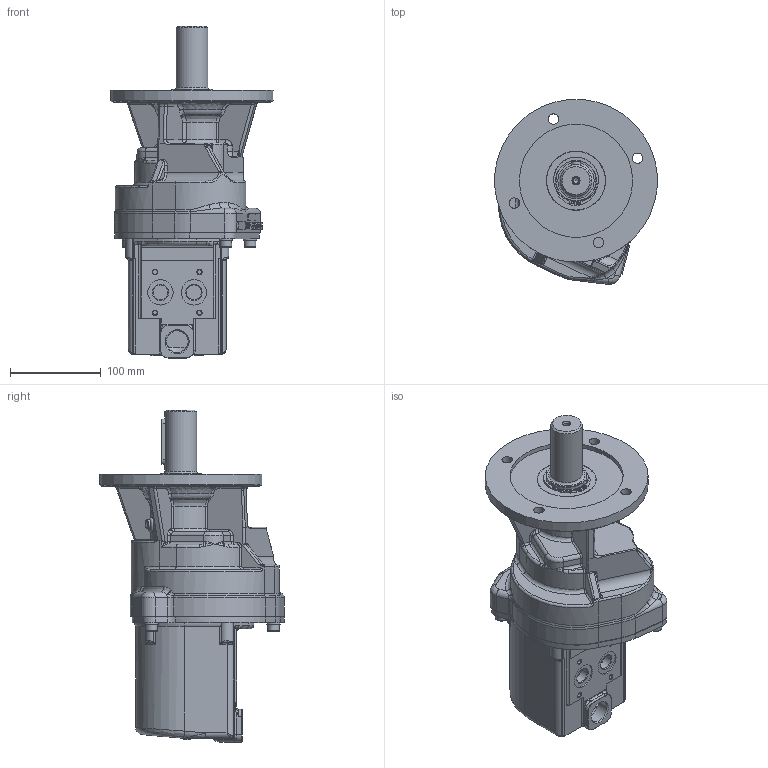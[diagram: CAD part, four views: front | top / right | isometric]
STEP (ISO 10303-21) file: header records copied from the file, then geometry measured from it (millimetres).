
FILE_DESCRIPTION((''),'2;1');
FILE_NAME('MU 200-75_46630005_I.stp','2011-07-26T16:09:50',('ibasyouni'),(''),'Autodesk Inventor 2008','Autodesk Inventor 2008','');
FILE_SCHEMA(('CONFIG_CONTROL_DESIGN'));
Length unit declared in the file: millimetre
Products named in the file (1): MU 200-75_46630005
Bounding box: 179.31 x 204.06 x 366.85 mm (x, y, z)
Volume: 3683356.8 mm3; surface area: 246473.9 mm2
Topology: 1 solids, 16 shells, 1013 faces, 2532 edges, 1545 vertices
Faces by surface type: plane 394, cylinder 326, bspline 202, torus 45, cone 39, sphere 7
Full cylindrical faces by diameter (mm): 2.5 x3, 2.8 x2, 3.9 x1, 4 x1, 4.2 x1, 4.5 x1, 4.917 x4, 5 x2, 5.2 x1, 6.647 x4, 7.4 x1, 7.9 x2, 8 x3, 9.5 x7, 10 x1, 11.5 x4, 13 x3, 16 x1, 16.376 x2, 24.117 x1, 28 x2, 35 x1, 42.5 x1, 45 x1, 65 x1, 65.5 x1, 125 x1, 180 x1
Entity records: 46371 total; most frequent: CARTESIAN_POINT 23588, ORIENTED_EDGE 4738, DIRECTION 4604, EDGE_CURVE 2369, AXIS2_PLACEMENT_3D 1753, VERTEX_POINT 1508, EDGE_LOOP 1161, VECTOR 1098
